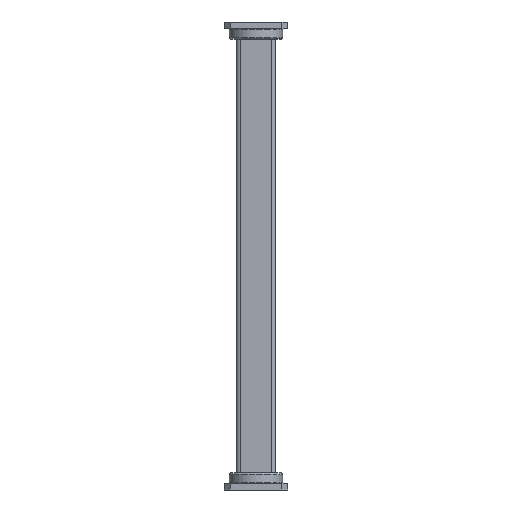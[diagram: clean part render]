
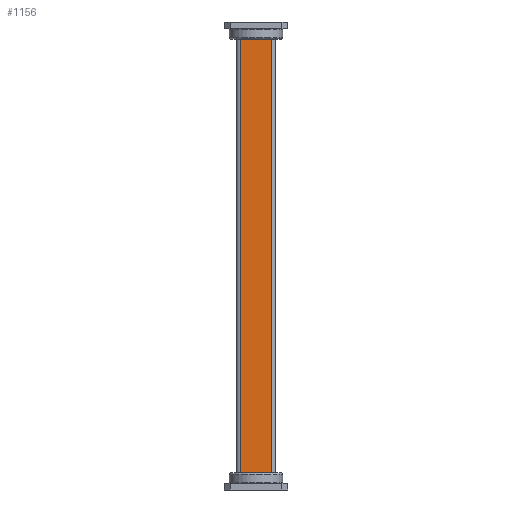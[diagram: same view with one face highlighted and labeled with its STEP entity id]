
A CAD part, front view. The second image highlights one B-rep face of the part: STEP entity #1156.
In plain terms, the highlighted planar face has unit normal (0, -1, 0).
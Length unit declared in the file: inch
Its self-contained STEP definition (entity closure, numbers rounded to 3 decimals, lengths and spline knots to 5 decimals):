
#7 = PLANE ( 'NONE',  #503 ) ;
#11 = ORIENTED_EDGE ( 'NONE', *, *, #209, .F. ) ;
#21 = CARTESIAN_POINT ( 'NONE',  ( -0.4, -0.25, 6. ) ) ;
#27 = CARTESIAN_POINT ( 'NONE',  ( 0.4, -0.25, 5.562 ) ) ;
#137 = LINE ( 'NONE', #828, #507 ) ;
#148 = LINE ( 'NONE', #349, #1077 ) ;
#209 = EDGE_CURVE ( 'NONE', #286, #385, #137, .T. ) ;
#217 = ORIENTED_EDGE ( 'NONE', *, *, #1294, .T. ) ;
#280 = DIRECTION ( 'NONE',  ( -1., 0., 0. ) ) ;
#286 = VERTEX_POINT ( 'NONE', #872 ) ;
#340 = DIRECTION ( 'NONE',  ( 0., 0., -1. ) ) ;
#349 = CARTESIAN_POINT ( 'NONE',  ( 0.4, -0.25, 6. ) ) ;
#385 = VERTEX_POINT ( 'NONE', #1049 ) ;
#503 = AXIS2_PLACEMENT_3D ( 'NONE', #21, #1269, #878 ) ;
#507 = VECTOR ( 'NONE', #1227, 39.37008 ) ;
#541 = EDGE_CURVE ( 'NONE', #1151, #385, #1100, .T. ) ;
#671 = EDGE_LOOP ( 'NONE', ( #1383, #11, #1610, #217 ) ) ;
#813 = FACE_OUTER_BOUND ( 'NONE', #671, .T. ) ;
#828 = CARTESIAN_POINT ( 'NONE',  ( 0.4, -0.25, -5.562 ) ) ;
#872 = CARTESIAN_POINT ( 'NONE',  ( 0.4, -0.25, -5.562 ) ) ;
#878 = DIRECTION ( 'NONE',  ( 0., 0., 1. ) ) ;
#958 = DIRECTION ( 'NONE',  ( 0., 0., -1. ) ) ;
#962 = CARTESIAN_POINT ( 'NONE',  ( 0.4, -0.25, 5.562 ) ) ;
#1049 = CARTESIAN_POINT ( 'NONE',  ( -0.4, -0.25, -5.562 ) ) ;
#1077 = VECTOR ( 'NONE', #340, 39.37008 ) ;
#1100 = LINE ( 'NONE', #1581, #1376 ) ;
#1151 = VERTEX_POINT ( 'NONE', #1273 ) ;
#1156 = ADVANCED_FACE ( 'NONE', ( #813 ), #7, .F. ) ;
#1227 = DIRECTION ( 'NONE',  ( -1., 0., 0. ) ) ;
#1257 = LINE ( 'NONE', #27, #1293 ) ;
#1269 = DIRECTION ( 'NONE',  ( 0., 1., 0. ) ) ;
#1273 = CARTESIAN_POINT ( 'NONE',  ( -0.4, -0.25, 5.562 ) ) ;
#1293 = VECTOR ( 'NONE', #280, 39.37008 ) ;
#1294 = EDGE_CURVE ( 'NONE', #1611, #1151, #1257, .T. ) ;
#1376 = VECTOR ( 'NONE', #958, 39.37008 ) ;
#1383 = ORIENTED_EDGE ( 'NONE', *, *, #541, .T. ) ;
#1528 = EDGE_CURVE ( 'NONE', #1611, #286, #148, .T. ) ;
#1581 = CARTESIAN_POINT ( 'NONE',  ( -0.4, -0.25, 6. ) ) ;
#1610 = ORIENTED_EDGE ( 'NONE', *, *, #1528, .F. ) ;
#1611 = VERTEX_POINT ( 'NONE', #962 ) ;
